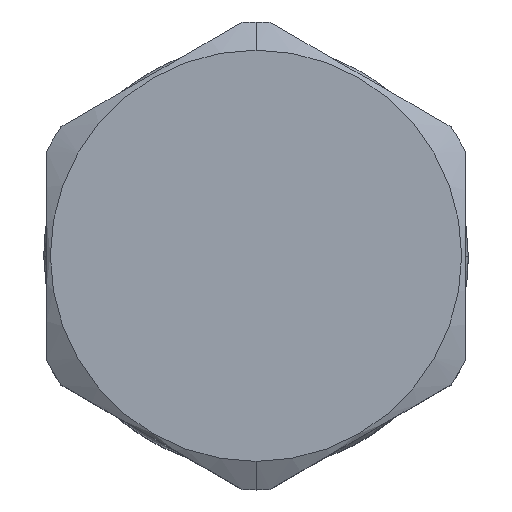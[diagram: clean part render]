
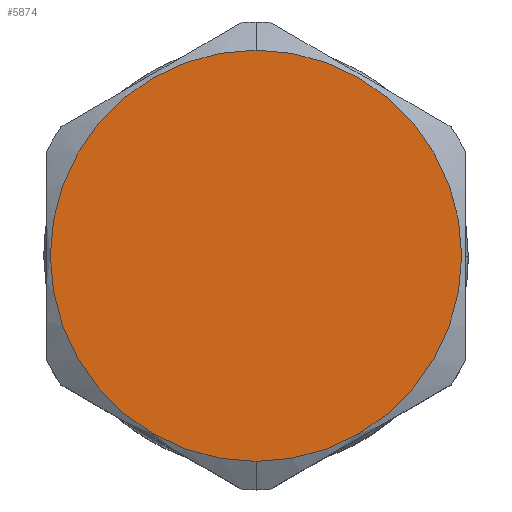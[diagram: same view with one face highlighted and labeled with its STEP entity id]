
A CAD part, top view. The second image highlights one B-rep face of the part: STEP entity #5874.
In plain terms, the highlighted planar face has unit normal (0, 0, 1).
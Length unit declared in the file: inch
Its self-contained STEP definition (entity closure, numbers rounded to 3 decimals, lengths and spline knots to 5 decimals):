
#2764=CARTESIAN_POINT('',(0.,0.,2.561));
#2765=DIRECTION('',(0.,0.,1.));
#2766=DIRECTION('',(0.,-1.,0.));
#2767=AXIS2_PLACEMENT_3D('',#2764,#2765,#2766);
#2769=CARTESIAN_POINT('',(0.,0.,2.561));
#2770=DIRECTION('',(0.,0.,1.));
#2771=DIRECTION('',(0.,1.,0.));
#2772=AXIS2_PLACEMENT_3D('',#2769,#2770,#2771);
#3033=CARTESIAN_POINT('',(0.,-0.43,2.561));
#3034=CARTESIAN_POINT('',(0.,0.43,2.561));
#3035=VERTEX_POINT('',#3033);
#3036=VERTEX_POINT('',#3034);
#5865=CARTESIAN_POINT('',(0.,0.,2.561));
#5866=DIRECTION('',(0.,0.,1.));
#5867=DIRECTION('',(0.,1.,0.));
#5868=AXIS2_PLACEMENT_3D('',#5865,#5866,#5867);
#5869=PLANE('',#5868);
#5870=ORIENTED_EDGE('',*,*,#3389,.F.);
#5871=ORIENTED_EDGE('',*,*,#3414,.F.);
#5872=EDGE_LOOP('',(#5870,#5871));
#5873=FACE_OUTER_BOUND('',#5872,.F.);
#5874=ADVANCED_FACE('',(#5873),#5869,.T.);
#2768=CIRCLE('',#2767,0.43);
#2773=CIRCLE('',#2772,0.43);
#3389=EDGE_CURVE('',#3035,#3036,#2768,.T.);
#3414=EDGE_CURVE('',#3036,#3035,#2773,.T.);
